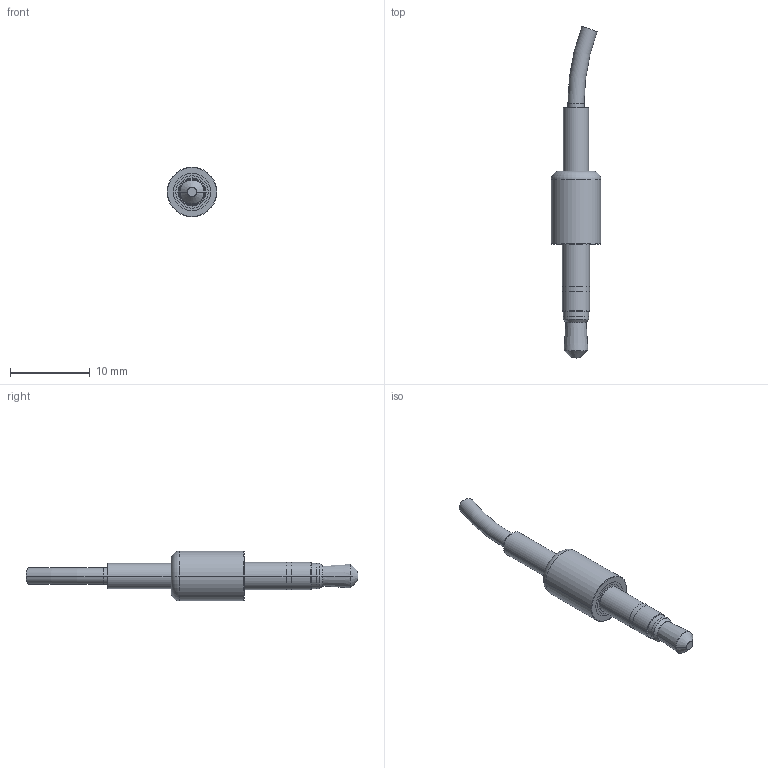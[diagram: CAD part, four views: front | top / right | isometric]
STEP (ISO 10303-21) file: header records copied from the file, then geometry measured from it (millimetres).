
FILE_DESCRIPTION (( 'STEP AP203' ), '1' );
FILE_NAME ('1_8in TRS Connector.STEP', '2011-05-27T20:11:54', ( '' ), ( '' ), 'SwSTEP 2.0', 'SolidWorks 2010', '' );
FILE_SCHEMA (( 'CONFIG_CONTROL_DESIGN' ));
Length unit declared in the file: inch
Products named in the file (1): 1_8in TRS Connector
Bounding box: 6.22 x 41.61 x 6.22 mm (x, y, z)
Volume: 482.3 mm3; surface area: 1063.5 mm2
Topology: 8 solids, 8 shells, 69 faces, 124 edges, 74 vertices
Faces by surface type: cylinder 24, torus 20, plane 19, cone 6
Entity records: 1773 total; most frequent: DIRECTION 358, CARTESIAN_POINT 268, ORIENTED_EDGE 248, AXIS2_PLACEMENT_3D 164, EDGE_CURVE 124, CIRCLE 94, EDGE_LOOP 74, VERTEX_POINT 74
